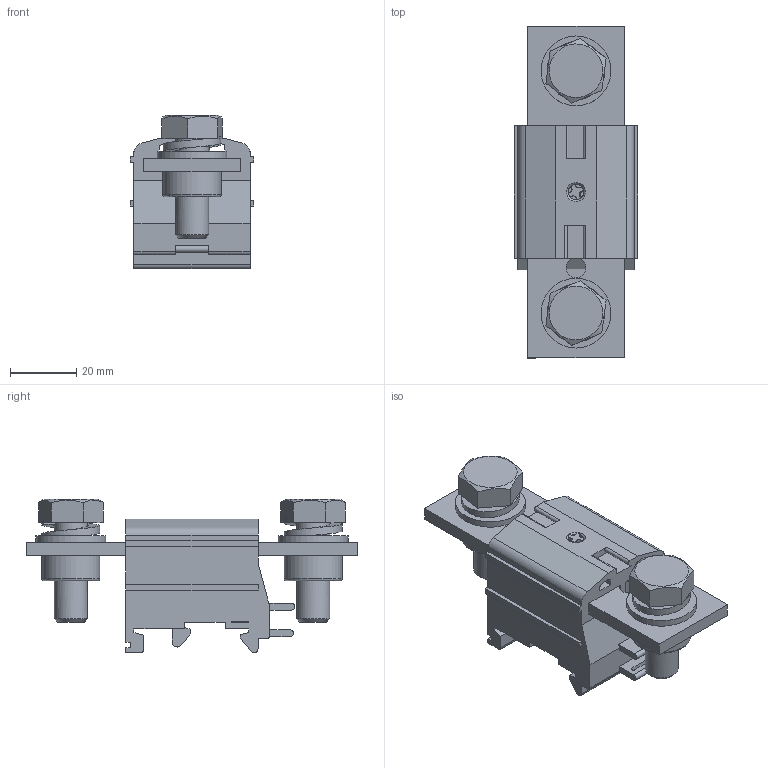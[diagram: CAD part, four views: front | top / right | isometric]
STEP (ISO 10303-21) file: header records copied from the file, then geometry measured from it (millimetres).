
FILE_DESCRIPTION(/* description */ ('Unknown'),/* implementation_level */ '2;1');
FILE_NAME(/* name */ 'DPBB120CN_3D_SOLID',/* time_stamp */ '2025-02-08T14:57:59+05:00',/* author */ ('Unknown'),/* organization */ ('Unknown'),/* preprocessor_version */ 'ST-DEVELOPER v16.7',/* originating_system */ 'Solid Edge',/* authorisation */ 'Unknown');
FILE_SCHEMA (('AUTOMOTIVE_DESIGN {1 0 10303 214 3 1 1}'));
Length unit declared in the file: millimetre
Products named in the file (1): DPBB120CN_3D_SOLID
Bounding box: 37.2 x 100 x 46.2 mm (x, y, z)
Volume: 65568.9 mm3; surface area: 20583 mm2
Topology: 1 solids, 4 shells, 275 faces, 758 edges, 503 vertices
Faces by surface type: plane 161, cylinder 67, bspline 25, cone 17, torus 5
Full cylindrical faces by diameter (mm): 4.7 x1, 10 x6, 11 x2, 14 x4, 17.5 x2, 21 x2
Entity records: 11073 total; most frequent: CARTESIAN_POINT 2494, ORIENTED_EDGE 1414, DIRECTION 1265, EDGE_CURVE 707, VERTEX_POINT 484, LINE 439, VECTOR 439, AXIS2_PLACEMENT_3D 413
